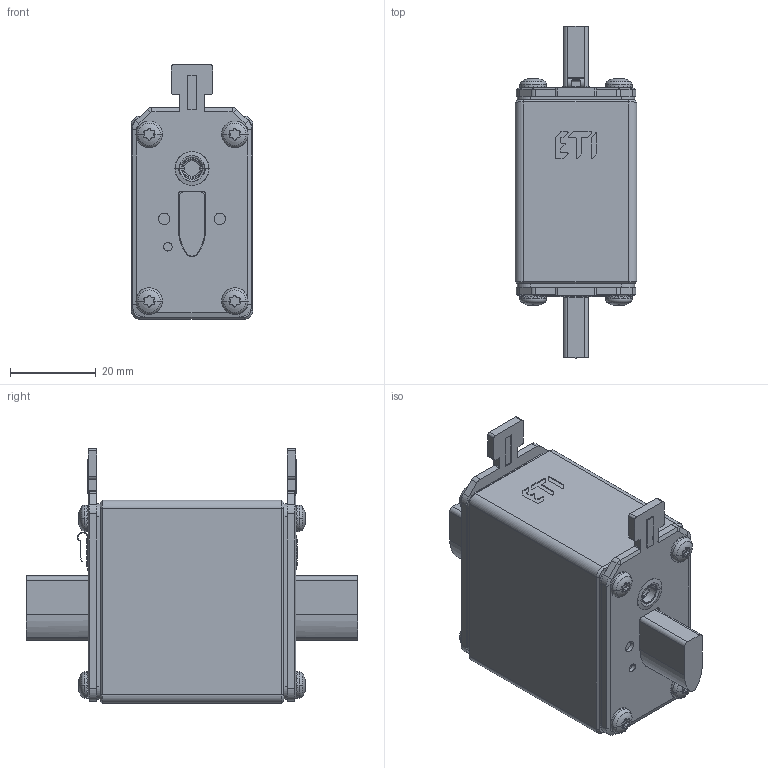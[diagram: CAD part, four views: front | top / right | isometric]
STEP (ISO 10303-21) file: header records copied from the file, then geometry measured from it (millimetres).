
FILE_DESCRIPTION((''),'2;1');
FILE_NAME('004721250_ASM','2021-12-06T',('said.beganovic'),('Audax d.o.o.'),'CREO PARAMETRIC BY PTC INC, 2017020','CREO PARAMETRIC BY PTC INC, 2017020','');
FILE_SCHEMA(('AUTOMOTIVE_DESIGN { 1 0 10303 214 1 1 1 1 }'));
Length unit declared in the file: millimetre
Products named in the file (14): 0000029255; 0000022536; 0000011402; 0000059172; 0000059169; 0000059174_ASM; 0000059168; 0000059165_ASM; 0000031297; 0000024859; 0000011599; 0000011586; 0000011580; 004721250_ASM
Assembly tree (23 placements, depth 3):
  004721250_ASM
    0000029255
    0000022536  x2
    0000011402  x2
    0000059174_ASM
      0000059172
      0000059169
    0000059165_ASM
      0000059168
      0000059169
    0000031297  x8
    0000024859
    0000011599
    0000011586
    0000011580
Bounding box: 28.5 x 77.6 x 59.5 mm (x, y, z)
Volume: 69606.3 mm3; surface area: 27121.5 mm2
Topology: 21 solids, 37 shells, 1305 faces, 3238 edges, 1994 vertices
Faces by surface type: plane 597, cylinder 565, torus 62, cone 46, bspline 19, sphere 16
Entity records: 28685 total; most frequent: CARTESIAN_POINT 3718, DIRECTION 3097, ORIENTED_EDGE 2778, PRESENTATION_STYLE_ASSIGNMENT 1890, STYLED_ITEM 1839, CURVE_STYLE 1407, EDGE_CURVE 1407, AXIS2_PLACEMENT_3D 1150
